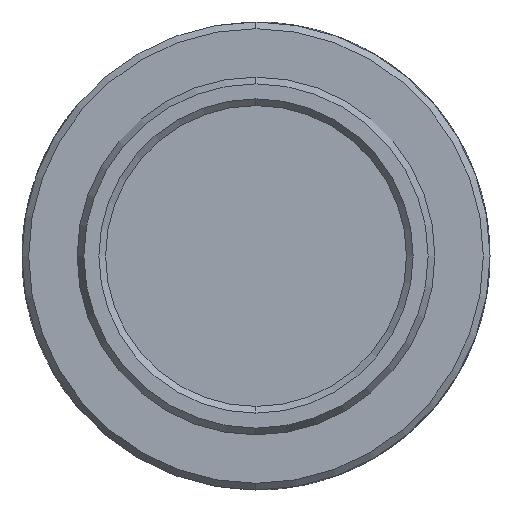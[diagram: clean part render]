
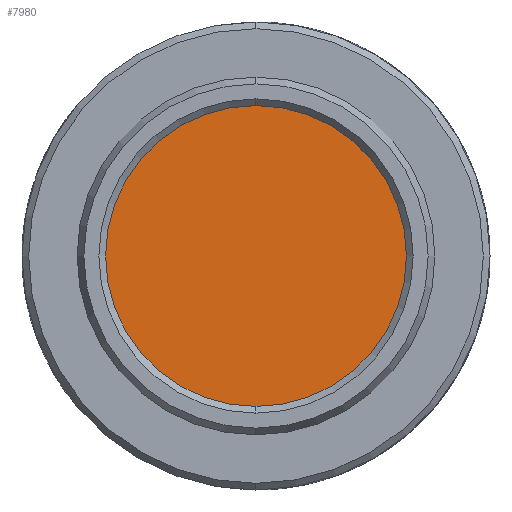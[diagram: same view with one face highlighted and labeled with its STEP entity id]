
A CAD part, left-side view. The second image highlights one B-rep face of the part: STEP entity #7980.
In plain terms, the highlighted planar face has unit normal (-1, 0, 0).
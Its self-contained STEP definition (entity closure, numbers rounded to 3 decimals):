
#419 = CIRCLE ( 'NONE', #9397, 6.209 ) ;
#805 = DIRECTION ( 'NONE',  ( 1., 0., 0. ) ) ;
#930 = ORIENTED_EDGE ( 'NONE', *, *, #4857, .F. ) ;
#1220 = VERTEX_POINT ( 'NONE', #2906 ) ;
#2603 = PLANE ( 'NONE',  #10737 ) ;
#2906 = CARTESIAN_POINT ( 'NONE',  ( 2.794, 0., -6.209 ) ) ;
#3758 = DIRECTION ( 'NONE',  ( 1., 0., 0. ) ) ;
#3924 = EDGE_CURVE ( 'NONE', #1220, #14766, #419, .T. ) ;
#4857 = EDGE_CURVE ( 'NONE', #14766, #1220, #13957, .T. ) ;
#5157 = ORIENTED_EDGE ( 'NONE', *, *, #3924, .F. ) ;
#5838 = DIRECTION ( 'NONE',  ( 1., 0., 0. ) ) ;
#6599 = EDGE_LOOP ( 'NONE', ( #5157, #930 ) ) ;
#7673 = CARTESIAN_POINT ( 'NONE',  ( 2.794, 0., 0. ) ) ;
#7980 = ADVANCED_FACE ( 'NONE', ( #9852 ), #2603, .F. ) ;
#8813 = DIRECTION ( 'NONE',  ( 0., 0., -1. ) ) ;
#9397 = AXIS2_PLACEMENT_3D ( 'NONE', #12671, #5838, #13800 ) ;
#9513 = CARTESIAN_POINT ( 'NONE',  ( 2.794, 0., 6.209 ) ) ;
#9852 = FACE_OUTER_BOUND ( 'NONE', #6599, .T. ) ;
#10582 = CARTESIAN_POINT ( 'NONE',  ( 2.794, 0., 0. ) ) ;
#10737 = AXIS2_PLACEMENT_3D ( 'NONE', #10582, #3758, #11727 ) ;
#11727 = DIRECTION ( 'NONE',  ( 0., 0., -1. ) ) ;
#12671 = CARTESIAN_POINT ( 'NONE',  ( 2.794, 0., 0. ) ) ;
#12924 = AXIS2_PLACEMENT_3D ( 'NONE', #7673, #805, #8813 ) ;
#13800 = DIRECTION ( 'NONE',  ( 0., 0., -1. ) ) ;
#13957 = CIRCLE ( 'NONE', #12924, 6.209 ) ;
#14766 = VERTEX_POINT ( 'NONE', #9513 ) ;
